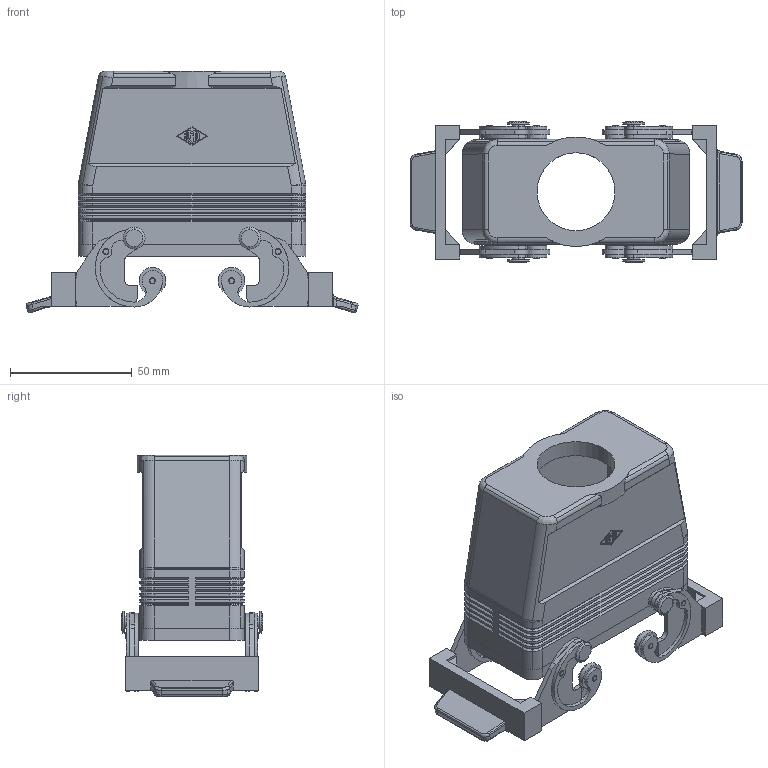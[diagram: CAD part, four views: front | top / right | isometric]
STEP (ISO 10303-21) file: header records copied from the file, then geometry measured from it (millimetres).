
FILE_DESCRIPTION((''),'2;1');
FILE_NAME('MMFV 06 G32.stp','2006-12-21T14:35:05',('CADmaster'),(''),'Autodesk Inventor 7','Autodesk Inventor 7','');
FILE_SCHEMA(('AUTOMOTIVE_DESIGN { 1 0 10303 214 1 1 1 1 }'));
Length unit declared in the file: millimetre
Products named in the file (1): CAV Tüllengehäuse 2 Bügel für einen Einsatz
Bounding box: 136.29 x 58 x 99.08 mm (x, y, z)
Volume: 102090.9 mm3; surface area: 58892.6 mm2
Topology: 1 solids, 5 shells, 902 faces, 2296 edges, 1426 vertices
Faces by surface type: plane 282, bspline 274, cylinder 242, cone 84, torus 16, sphere 4
Entity records: 30297 total; most frequent: CARTESIAN_POINT 8681, ORIENTED_EDGE 4572, DIRECTION 4516, EDGE_CURVE 2286, AXIS2_PLACEMENT_3D 1611, VERTEX_POINT 1426, VECTOR 1294, LINE 1294
